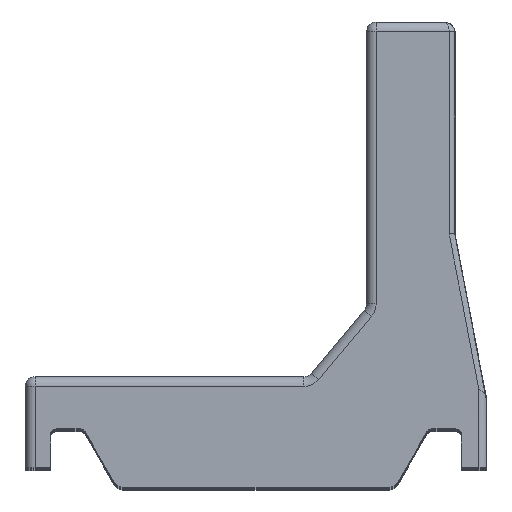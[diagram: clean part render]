
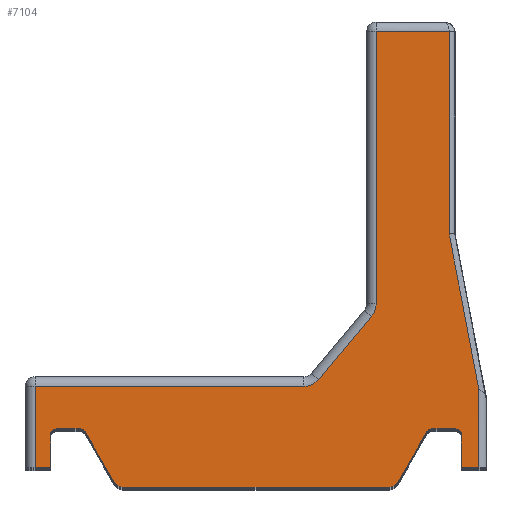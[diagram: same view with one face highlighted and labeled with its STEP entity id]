
A CAD part, top view. The second image highlights one B-rep face of the part: STEP entity #7104.
In plain terms, the highlighted planar face has unit normal (0, 0, 1).
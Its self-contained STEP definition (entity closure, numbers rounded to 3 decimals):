
#270=PLANE('',#7620);
#432=FACE_OUTER_BOUND('',#820,.T.);
#820=EDGE_LOOP('',(#4887,#4888,#4889,#4890,#4891,#4892,#4893,#4894,#4895,
#4896,#4897,#4898,#4899,#4900,#4901,#4902,#4903,#4904,#4905,#4906,#4907,
#4908,#4909,#4910,#4911,#4912));
#1306=LINE('',#10963,#1884);
#1325=LINE('',#11023,#1903);
#1326=LINE('',#11026,#1904);
#1327=LINE('',#11028,#1905);
#1328=LINE('',#11037,#1906);
#1329=LINE('',#11039,#1907);
#1330=LINE('',#11041,#1908);
#1331=LINE('',#11045,#1909);
#1332=LINE('',#11049,#1910);
#1333=LINE('',#11051,#1911);
#1334=LINE('',#11053,#1912);
#1335=LINE('',#11055,#1913);
#1336=LINE('',#11059,#1914);
#1337=LINE('',#11063,#1915);
#1338=LINE('',#11067,#1916);
#1339=LINE('',#11071,#1917);
#1884=VECTOR('',#8613,1.7);
#1903=VECTOR('',#8658,1.227);
#1904=VECTOR('',#8661,0.9);
#1905=VECTOR('',#8662,4.046);
#1906=VECTOR('',#8665,10.436);
#1907=VECTOR('',#8666,3.771);
#1908=VECTOR('',#8667,14.043);
#1909=VECTOR('',#8670,4.252);
#1910=VECTOR('',#8673,13.867);
#1911=VECTOR('',#8674,4.2);
#1912=VECTOR('',#8675,0.8);
#1913=VECTOR('',#8676,1.7);
#1914=VECTOR('',#8679,1.227);
#1915=VECTOR('',#8682,3.002);
#1916=VECTOR('',#8685,13.759);
#1917=VECTOR('',#8688,3.002);
#2422=CIRCLE('',#7621,0.3);
#2423=CIRCLE('',#7622,3549.83);
#2424=CIRCLE('',#7623,1.);
#2425=CIRCLE('',#7624,1.);
#2426=CIRCLE('',#7625,0.3);
#2427=CIRCLE('',#7626,0.3);
#2428=CIRCLE('',#7627,0.5);
#2429=CIRCLE('',#7628,0.5);
#2430=CIRCLE('',#7629,0.3);
#2700=B_SPLINE_CURVE_WITH_KNOTS('',3,(#11030,#11031,#11032,#11033),
 .UNSPECIFIED.,.F.,.F.,(4,4),(1.45,1.954),
 .UNSPECIFIED.);
#3055=VERTEX_POINT('',#10960);
#3056=VERTEX_POINT('',#10962);
#3080=VERTEX_POINT('',#11021);
#3081=VERTEX_POINT('',#11022);
#3082=VERTEX_POINT('',#11025);
#3083=VERTEX_POINT('',#11027);
#3084=VERTEX_POINT('',#11029);
#3085=VERTEX_POINT('',#11034);
#3086=VERTEX_POINT('',#11036);
#3087=VERTEX_POINT('',#11038);
#3088=VERTEX_POINT('',#11040);
#3089=VERTEX_POINT('',#11042);
#3090=VERTEX_POINT('',#11044);
#3091=VERTEX_POINT('',#11046);
#3092=VERTEX_POINT('',#11048);
#3093=VERTEX_POINT('',#11050);
#3094=VERTEX_POINT('',#11052);
#3095=VERTEX_POINT('',#11054);
#3096=VERTEX_POINT('',#11056);
#3097=VERTEX_POINT('',#11058);
#3098=VERTEX_POINT('',#11060);
#3099=VERTEX_POINT('',#11062);
#3100=VERTEX_POINT('',#11064);
#3101=VERTEX_POINT('',#11066);
#3102=VERTEX_POINT('',#11068);
#3103=VERTEX_POINT('',#11070);
#3760=EDGE_CURVE('',#3056,#3055,#1306,.T.);
#3788=EDGE_CURVE('',#3080,#3081,#1325,.T.);
#3789=EDGE_CURVE('',#3056,#3081,#2422,.T.);
#3790=EDGE_CURVE('',#3055,#3082,#1326,.T.);
#3791=EDGE_CURVE('',#3083,#3082,#1327,.T.);
#3792=EDGE_CURVE('',#3084,#3083,#2700,.T.);
#3793=EDGE_CURVE('',#3085,#3084,#2423,.T.);
#3794=EDGE_CURVE('',#3086,#3085,#1328,.T.);
#3795=EDGE_CURVE('',#3087,#3086,#1329,.T.);
#3796=EDGE_CURVE('',#3088,#3087,#1330,.T.);
#3797=EDGE_CURVE('',#3089,#3088,#2424,.T.);
#3798=EDGE_CURVE('',#3090,#3089,#1331,.T.);
#3799=EDGE_CURVE('',#3091,#3090,#2425,.T.);
#3800=EDGE_CURVE('',#3092,#3091,#1332,.T.);
#3801=EDGE_CURVE('',#3093,#3092,#1333,.T.);
#3802=EDGE_CURVE('',#3093,#3094,#1334,.T.);
#3803=EDGE_CURVE('',#3094,#3095,#1335,.T.);
#3804=EDGE_CURVE('',#3096,#3095,#2426,.T.);
#3805=EDGE_CURVE('',#3096,#3097,#1336,.T.);
#3806=EDGE_CURVE('',#3098,#3097,#2427,.T.);
#3807=EDGE_CURVE('',#3098,#3099,#1337,.T.);
#3808=EDGE_CURVE('',#3100,#3099,#2428,.T.);
#3809=EDGE_CURVE('',#3101,#3100,#1338,.T.);
#3810=EDGE_CURVE('',#3102,#3101,#2429,.T.);
#3811=EDGE_CURVE('',#3102,#3103,#1339,.T.);
#3812=EDGE_CURVE('',#3080,#3103,#2430,.T.);
#4887=ORIENTED_EDGE('',*,*,#3788,.T.);
#4888=ORIENTED_EDGE('',*,*,#3789,.F.);
#4889=ORIENTED_EDGE('',*,*,#3760,.T.);
#4890=ORIENTED_EDGE('',*,*,#3790,.T.);
#4891=ORIENTED_EDGE('',*,*,#3791,.F.);
#4892=ORIENTED_EDGE('',*,*,#3792,.F.);
#4893=ORIENTED_EDGE('',*,*,#3793,.F.);
#4894=ORIENTED_EDGE('',*,*,#3794,.F.);
#4895=ORIENTED_EDGE('',*,*,#3795,.F.);
#4896=ORIENTED_EDGE('',*,*,#3796,.F.);
#4897=ORIENTED_EDGE('',*,*,#3797,.F.);
#4898=ORIENTED_EDGE('',*,*,#3798,.F.);
#4899=ORIENTED_EDGE('',*,*,#3799,.F.);
#4900=ORIENTED_EDGE('',*,*,#3800,.F.);
#4901=ORIENTED_EDGE('',*,*,#3801,.F.);
#4902=ORIENTED_EDGE('',*,*,#3802,.T.);
#4903=ORIENTED_EDGE('',*,*,#3803,.T.);
#4904=ORIENTED_EDGE('',*,*,#3804,.F.);
#4905=ORIENTED_EDGE('',*,*,#3805,.T.);
#4906=ORIENTED_EDGE('',*,*,#3806,.F.);
#4907=ORIENTED_EDGE('',*,*,#3807,.T.);
#4908=ORIENTED_EDGE('',*,*,#3808,.F.);
#4909=ORIENTED_EDGE('',*,*,#3809,.F.);
#4910=ORIENTED_EDGE('',*,*,#3810,.F.);
#4911=ORIENTED_EDGE('',*,*,#3811,.T.);
#4912=ORIENTED_EDGE('',*,*,#3812,.F.);
#7104=ADVANCED_FACE('',(#432),#270,.T.);
#7620=AXIS2_PLACEMENT_3D('',#11020,#8656,#8657);
#7621=AXIS2_PLACEMENT_3D('',#11024,#8659,#8660);
#7622=AXIS2_PLACEMENT_3D('',#11035,#8663,#8664);
#7623=AXIS2_PLACEMENT_3D('',#11043,#8668,#8669);
#7624=AXIS2_PLACEMENT_3D('',#11047,#8671,#8672);
#7625=AXIS2_PLACEMENT_3D('',#11057,#8677,#8678);
#7626=AXIS2_PLACEMENT_3D('',#11061,#8680,#8681);
#7627=AXIS2_PLACEMENT_3D('',#11065,#8683,#8684);
#7628=AXIS2_PLACEMENT_3D('',#11069,#8686,#8687);
#7629=AXIS2_PLACEMENT_3D('',#11072,#8689,#8690);
#8613=DIRECTION('',(0.,-1.,0.));
#8656=DIRECTION('center_axis',(0.,0.,1.));
#8657=DIRECTION('ref_axis',(1.,0.,0.));
#8658=DIRECTION('',(1.,0.,0.));
#8659=DIRECTION('center_axis',(0.,0.,1.));
#8660=DIRECTION('ref_axis',(0.707,0.707,0.));
#8661=DIRECTION('',(1.,0.,0.));
#8662=DIRECTION('',(0.,-1.,0.));
#8663=DIRECTION('center_axis',(0.,0.,1.));
#8664=DIRECTION('ref_axis',(-0.982,-0.187,0.));
#8665=DIRECTION('',(0.,-1.,0.));
#8666=DIRECTION('',(1.,0.,0.));
#8667=DIRECTION('',(0.,1.,0.));
#8668=DIRECTION('center_axis',(0.,0.,1.));
#8669=DIRECTION('ref_axis',(0.94,-0.342,0.));
#8670=DIRECTION('',(0.643,0.766,0.));
#8671=DIRECTION('center_axis',(0.,0.,1.));
#8672=DIRECTION('ref_axis',(0.423,-0.906,0.));
#8673=DIRECTION('',(1.,0.,0.));
#8674=DIRECTION('',(0.,1.,0.));
#8675=DIRECTION('',(1.,0.,0.));
#8676=DIRECTION('',(0.,1.,0.));
#8677=DIRECTION('center_axis',(0.,0.,1.));
#8678=DIRECTION('ref_axis',(-0.707,0.707,0.));
#8679=DIRECTION('',(1.,0.,0.));
#8680=DIRECTION('center_axis',(0.,0.,1.));
#8681=DIRECTION('ref_axis',(0.5,0.866,0.));
#8682=DIRECTION('',(0.5,-0.866,0.));
#8683=DIRECTION('center_axis',(0.,0.,-1.));
#8684=DIRECTION('ref_axis',(-0.5,-0.866,0.));
#8685=DIRECTION('',(-1.,0.,0.));
#8686=DIRECTION('center_axis',(0.,0.,-1.));
#8687=DIRECTION('ref_axis',(0.5,-0.866,0.));
#8688=DIRECTION('',(0.5,0.866,0.));
#8689=DIRECTION('center_axis',(0.,0.,1.));
#8690=DIRECTION('ref_axis',(-0.5,0.866,0.));
#10960=CARTESIAN_POINT('',(22.5,1.,85.2));
#10962=CARTESIAN_POINT('',(22.5,2.7,85.2));
#10963=CARTESIAN_POINT('',(22.5,6.,85.2));
#11020=CARTESIAN_POINT('Origin',(11.9,12.,85.2));
#11021=CARTESIAN_POINT('',(20.973,3.,85.2));
#11022=CARTESIAN_POINT('',(22.2,3.,85.2));
#11023=CARTESIAN_POINT('',(17.2,3.,85.2));
#11024=CARTESIAN_POINT('Origin',(22.2,2.7,85.2));
#11025=CARTESIAN_POINT('',(23.4,1.,85.2));
#11026=CARTESIAN_POINT('',(17.525,1.,85.2));
#11027=CARTESIAN_POINT('',(23.4,5.046,85.2));
#11028=CARTESIAN_POINT('',(23.4,18.,85.2));
#11029=CARTESIAN_POINT('',(22.453,10.,85.2));
#11030=CARTESIAN_POINT('Ctrl Pts',(22.453,10.,85.2));
#11031=CARTESIAN_POINT('Ctrl Pts',(22.767,8.348,85.2));
#11032=CARTESIAN_POINT('Ctrl Pts',(23.083,6.697,85.2));
#11033=CARTESIAN_POINT('Ctrl Pts',(23.4,5.046,85.2));
#11034=CARTESIAN_POINT('',(21.871,13.064,85.2));
#11035=CARTESIAN_POINT('Origin',(3509.646,673.908,85.2));
#11036=CARTESIAN_POINT('',(21.871,23.5,85.2));
#11037=CARTESIAN_POINT('',(21.871,24.,85.2));
#11038=CARTESIAN_POINT('',(18.1,23.5,85.2));
#11039=CARTESIAN_POINT('',(5.95,23.5,85.2));
#11040=CARTESIAN_POINT('',(18.1,9.457,85.2));
#11041=CARTESIAN_POINT('',(18.1,18.,85.2));
#11042=CARTESIAN_POINT('',(17.866,8.814,85.2));
#11043=CARTESIAN_POINT('Origin',(17.1,9.457,85.2));
#11044=CARTESIAN_POINT('',(15.133,5.557,85.2));
#11045=CARTESIAN_POINT('',(17.476,8.35,85.2));
#11046=CARTESIAN_POINT('',(14.367,5.2,85.2));
#11047=CARTESIAN_POINT('Origin',(14.367,6.2,85.2));
#11048=CARTESIAN_POINT('',(0.5,5.2,85.2));
#11049=CARTESIAN_POINT('',(13.25,5.2,85.2));
#11050=CARTESIAN_POINT('',(0.5,1.,85.2));
#11051=CARTESIAN_POINT('',(0.5,6.,85.2));
#11052=CARTESIAN_POINT('',(1.3,1.,85.2));
#11053=CARTESIAN_POINT('',(6.275,1.,85.2));
#11054=CARTESIAN_POINT('',(1.3,2.7,85.2));
#11055=CARTESIAN_POINT('',(1.3,7.5,85.2));
#11056=CARTESIAN_POINT('',(1.6,3.,85.2));
#11057=CARTESIAN_POINT('Origin',(1.6,2.7,85.2));
#11058=CARTESIAN_POINT('',(2.827,3.,85.2));
#11059=CARTESIAN_POINT('',(7.45,3.,85.2));
#11060=CARTESIAN_POINT('',(3.087,2.85,85.2));
#11061=CARTESIAN_POINT('Origin',(2.827,2.7,85.2));
#11062=CARTESIAN_POINT('',(4.588,0.25,85.2));
#11063=CARTESIAN_POINT('',(2.164,4.448,85.2));
#11064=CARTESIAN_POINT('',(5.021,0.,85.2));
#11065=CARTESIAN_POINT('Origin',(5.021,0.5,85.2));
#11066=CARTESIAN_POINT('',(18.779,0.,85.2));
#11067=CARTESIAN_POINT('',(0.,0.,85.2));
#11068=CARTESIAN_POINT('',(19.212,0.25,85.2));
#11069=CARTESIAN_POINT('Origin',(18.779,0.5,85.2));
#11070=CARTESIAN_POINT('',(20.713,2.85,85.2));
#11071=CARTESIAN_POINT('',(20.77,2.948,85.2));
#11072=CARTESIAN_POINT('Origin',(20.973,2.7,85.2));
